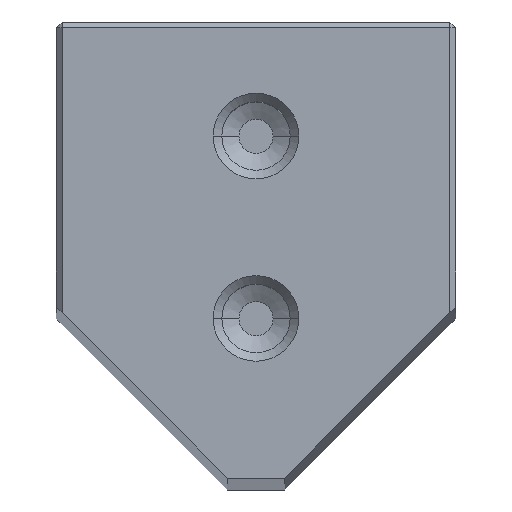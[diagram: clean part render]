
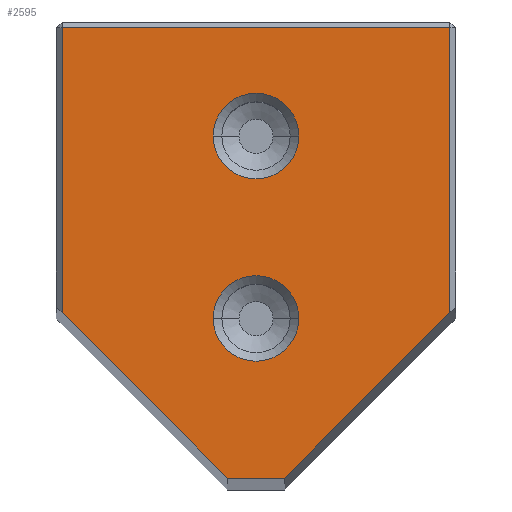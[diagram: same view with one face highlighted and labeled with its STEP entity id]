
A CAD part, top view. The second image highlights one B-rep face of the part: STEP entity #2595.
In plain terms, the highlighted planar face has unit normal (0, 0, 1).
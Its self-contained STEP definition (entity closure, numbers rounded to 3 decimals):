
#2595=ADVANCED_FACE('',(#3517,#3518,#3519),#2944,.T.);
#2944=PLANE('',#9244);
#3187=CIRCLE('',#9119,3.75);
#3189=CIRCLE('',#9122,3.75);
#3268=CIRCLE('',#9242,3.75);
#3269=CIRCLE('',#9243,3.75);
#3517=FACE_BOUND('',#3635,.T.);
#3518=FACE_BOUND('',#3636,.T.);
#3519=FACE_BOUND('',#3637,.T.);
#3635=EDGE_LOOP('',(#4479,#4480));
#3636=EDGE_LOOP('',(#4481,#4482));
#3637=EDGE_LOOP('',(#4483,#4484,#4485,#4486,#4487,#4488));
#4479=ORIENTED_EDGE('',*,*,#6945,.T.);
#4480=ORIENTED_EDGE('',*,*,#7104,.T.);
#4481=ORIENTED_EDGE('',*,*,#6941,.T.);
#4482=ORIENTED_EDGE('',*,*,#7105,.T.);
#4483=ORIENTED_EDGE('',*,*,#7083,.T.);
#4484=ORIENTED_EDGE('',*,*,#7106,.T.);
#4485=ORIENTED_EDGE('',*,*,#7107,.T.);
#4486=ORIENTED_EDGE('',*,*,#7108,.T.);
#4487=ORIENTED_EDGE('',*,*,#7089,.T.);
#4488=ORIENTED_EDGE('',*,*,#7085,.T.);
#6273=VERTEX_POINT('',#11852);
#6274=VERTEX_POINT('',#11854);
#6277=VERTEX_POINT('',#11861);
#6278=VERTEX_POINT('',#11863);
#6377=VERTEX_POINT('',#12135);
#6378=VERTEX_POINT('',#12137);
#6379=VERTEX_POINT('',#12141);
#6382=VERTEX_POINT('',#12149);
#6389=VERTEX_POINT('',#12176);
#6390=VERTEX_POINT('',#12178);
#6941=EDGE_CURVE('',#6274,#6273,#3187,.T.);
#6945=EDGE_CURVE('',#6278,#6277,#3189,.T.);
#7083=EDGE_CURVE('',#6378,#6377,#7921,.T.);
#7085=EDGE_CURVE('',#6379,#6378,#7923,.T.);
#7089=EDGE_CURVE('',#6382,#6379,#7927,.T.);
#7104=EDGE_CURVE('',#6277,#6278,#3268,.T.);
#7105=EDGE_CURVE('',#6273,#6274,#3269,.T.);
#7106=EDGE_CURVE('',#6377,#6389,#7936,.T.);
#7107=EDGE_CURVE('',#6389,#6390,#7937,.T.);
#7108=EDGE_CURVE('',#6390,#6382,#7938,.T.);
#7921=LINE('',#12136,#8623);
#7923=LINE('',#12140,#8625);
#7927=LINE('',#12148,#8629);
#7936=LINE('',#12175,#8638);
#7937=LINE('',#12177,#8639);
#7938=LINE('',#12179,#8640);
#8623=VECTOR('',#10037,1.);
#8625=VECTOR('',#10041,1.);
#8629=VECTOR('',#10047,1.);
#8638=VECTOR('',#10078,1.);
#8639=VECTOR('',#10079,1.);
#8640=VECTOR('',#10080,1.);
#9119=AXIS2_PLACEMENT_3D('',#11853,#9746,#9747);
#9122=AXIS2_PLACEMENT_3D('',#11862,#9754,#9755);
#9242=AXIS2_PLACEMENT_3D('',#12173,#10074,#10075);
#9243=AXIS2_PLACEMENT_3D('',#12174,#10076,#10077);
#9244=AXIS2_PLACEMENT_3D('',#12180,#10081,#10082);
#9746=DIRECTION('',(0.,0.,-1.));
#9747=DIRECTION('',(1.,0.,0.));
#9754=DIRECTION('',(0.,0.,-1.));
#9755=DIRECTION('',(1.,0.,0.));
#10037=DIRECTION('',(0.707,0.707,0.));
#10041=DIRECTION('',(1.,0.,0.));
#10047=DIRECTION('',(0.707,-0.707,0.));
#10074=DIRECTION('',(0.,0.,-1.));
#10075=DIRECTION('',(1.,0.,0.));
#10076=DIRECTION('',(0.,0.,-1.));
#10077=DIRECTION('',(1.,0.,0.));
#10078=DIRECTION('',(0.,1.,0.));
#10079=DIRECTION('',(-1.,0.,0.));
#10080=DIRECTION('',(0.,-1.,0.));
#10081=DIRECTION('',(0.,0.,1.));
#10082=DIRECTION('',(1.,0.,0.));
#11852=CARTESIAN_POINT('',(-3.75,64.,0.));
#11853=CARTESIAN_POINT('',(0.,64.,0.));
#11854=CARTESIAN_POINT('',(3.75,64.,0.));
#11861=CARTESIAN_POINT('',(-3.75,48.,0.));
#11862=CARTESIAN_POINT('',(0.,48.,0.));
#11863=CARTESIAN_POINT('',(3.75,48.,0.));
#12135=CARTESIAN_POINT('',(17.,48.5,0.));
#12136=CARTESIAN_POINT('',(2.5,34.,0.));
#12137=CARTESIAN_POINT('',(2.5,34.,0.));
#12140=CARTESIAN_POINT('',(-2.5,34.,0.));
#12141=CARTESIAN_POINT('',(-2.5,34.,0.));
#12148=CARTESIAN_POINT('',(-2.5,34.,0.));
#12149=CARTESIAN_POINT('',(-17.,48.5,0.));
#12173=CARTESIAN_POINT('',(0.,48.,0.));
#12174=CARTESIAN_POINT('',(0.,64.,0.));
#12175=CARTESIAN_POINT('',(17.,31.5,0.));
#12176=CARTESIAN_POINT('',(17.,73.5,0.));
#12177=CARTESIAN_POINT('',(0.,73.5,0.));
#12178=CARTESIAN_POINT('',(-17.,73.5,0.));
#12179=CARTESIAN_POINT('',(-17.,31.5,0.));
#12180=CARTESIAN_POINT('',(0.,31.5,0.));
